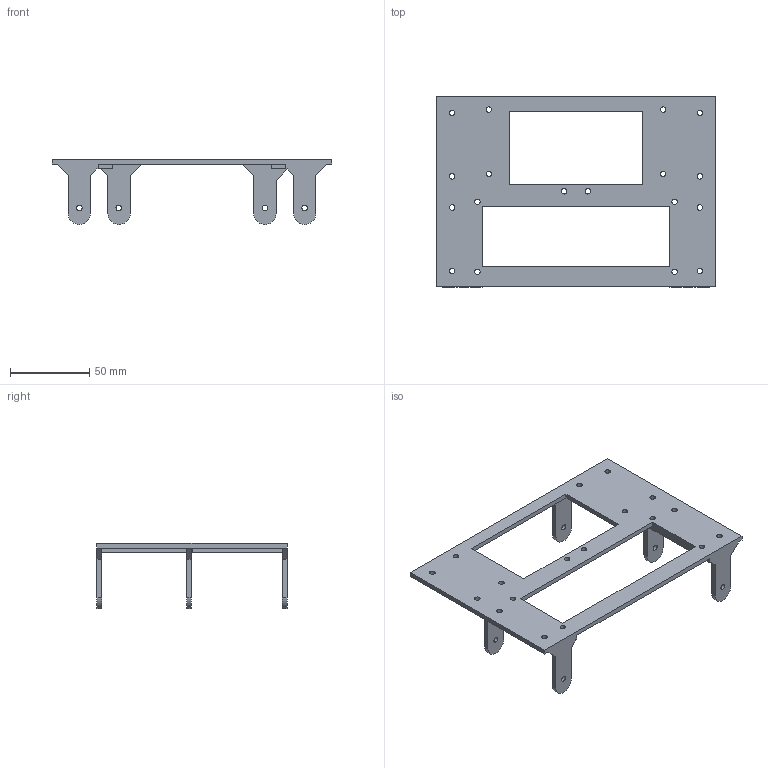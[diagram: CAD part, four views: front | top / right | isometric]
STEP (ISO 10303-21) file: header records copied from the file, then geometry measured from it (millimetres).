
FILE_DESCRIPTION((''),'2;1');
FILE_NAME('7','2022-01-20T16:14:33',('86183'),(''),'CREO PARAMETRIC BY PTC INC, 2018400','CREO PARAMETRIC BY PTC INC, 2018400','');
FILE_SCHEMA(('CONFIG_CONTROL_DESIGN'));
Length unit declared in the file: millimetre
Products named in the file (1): 7
Bounding box: 175.8 x 119.6 x 41 mm (x, y, z)
Volume: 53176.6 mm3; surface area: 38528.5 mm2
Topology: 1 solids, 1 shells, 116 faces, 338 edges, 224 vertices
Faces by surface type: plane 62, cylinder 54
Entity records: 4000 total; most frequent: CARTESIAN_POINT 678, DIRECTION 678, ORIENTED_EDGE 676, EDGE_CURVE 338, VECTOR 230, LINE 230, AXIS2_PLACEMENT_3D 224, VERTEX_POINT 224
